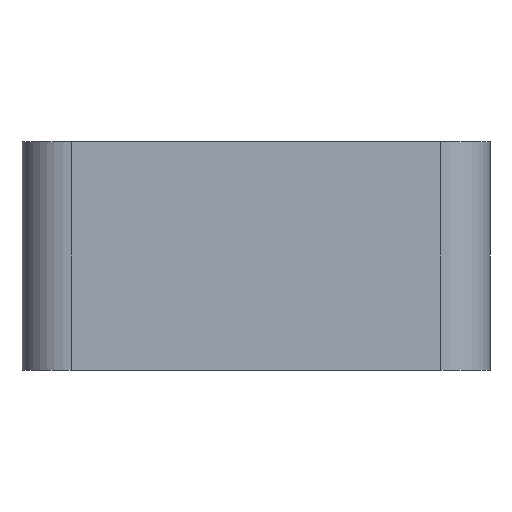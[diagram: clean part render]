
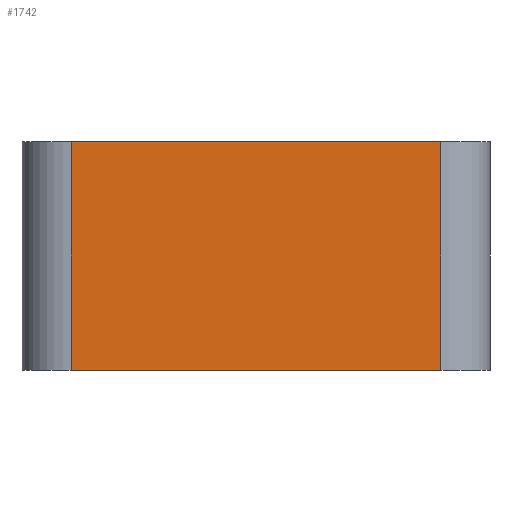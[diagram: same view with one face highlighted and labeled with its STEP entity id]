
A CAD part, left-side view. The second image highlights one B-rep face of the part: STEP entity #1742.
In plain terms, the highlighted planar face has unit normal (-1, 0, 0).
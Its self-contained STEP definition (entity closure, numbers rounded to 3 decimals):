
#50=PLANE('',#1893);
#147=FACE_OUTER_BOUND('',#249,.T.);
#249=EDGE_LOOP('',(#1580,#1581,#1582,#1583));
#455=LINE('',#5686,#567);
#477=LINE('',#5752,#589);
#485=LINE('',#5803,#597);
#511=LINE('',#5876,#623);
#567=VECTOR('',#2099,10.);
#589=VECTOR('',#2163,10.);
#597=VECTOR('',#2191,10.);
#623=VECTOR('',#2279,10.);
#744=VERTEX_POINT('',#5683);
#745=VERTEX_POINT('',#5685);
#768=VERTEX_POINT('',#5751);
#781=VERTEX_POINT('',#5801);
#972=EDGE_CURVE('',#744,#745,#455,.T.);
#1005=EDGE_CURVE('',#745,#768,#477,.T.);
#1023=EDGE_CURVE('',#744,#781,#485,.F.);
#1059=EDGE_CURVE('',#781,#768,#511,.T.);
#1580=ORIENTED_EDGE('',*,*,#972,.F.);
#1581=ORIENTED_EDGE('',*,*,#1023,.T.);
#1582=ORIENTED_EDGE('',*,*,#1059,.T.);
#1583=ORIENTED_EDGE('',*,*,#1005,.F.);
#1742=ADVANCED_FACE('',(#147),#50,.T.);
#1893=AXIS2_PLACEMENT_3D('',#5877,#2280,#2281);
#2099=DIRECTION('',(0.,0.,-1.));
#2163=DIRECTION('',(0.,1.,0.));
#2191=DIRECTION('',(0.,-1.,0.));
#2279=DIRECTION('',(0.,0.,-1.));
#2280=DIRECTION('center_axis',(-1.,0.,0.));
#2281=DIRECTION('ref_axis',(0.,1.,0.));
#5683=CARTESIAN_POINT('',(22.388,13.304,-5.31));
#5685=CARTESIAN_POINT('',(22.388,13.304,-12.275));
#5686=CARTESIAN_POINT('',(22.388,13.304,-5.51));
#5751=CARTESIAN_POINT('',(22.388,24.595,-12.275));
#5752=CARTESIAN_POINT('',(22.388,16.127,-12.275));
#5801=CARTESIAN_POINT('',(22.388,24.595,-5.31));
#5803=CARTESIAN_POINT('',(22.388,16.127,-5.31));
#5876=CARTESIAN_POINT('',(22.388,24.595,-5.51));
#5877=CARTESIAN_POINT('Origin',(22.388,13.304,-5.51));
